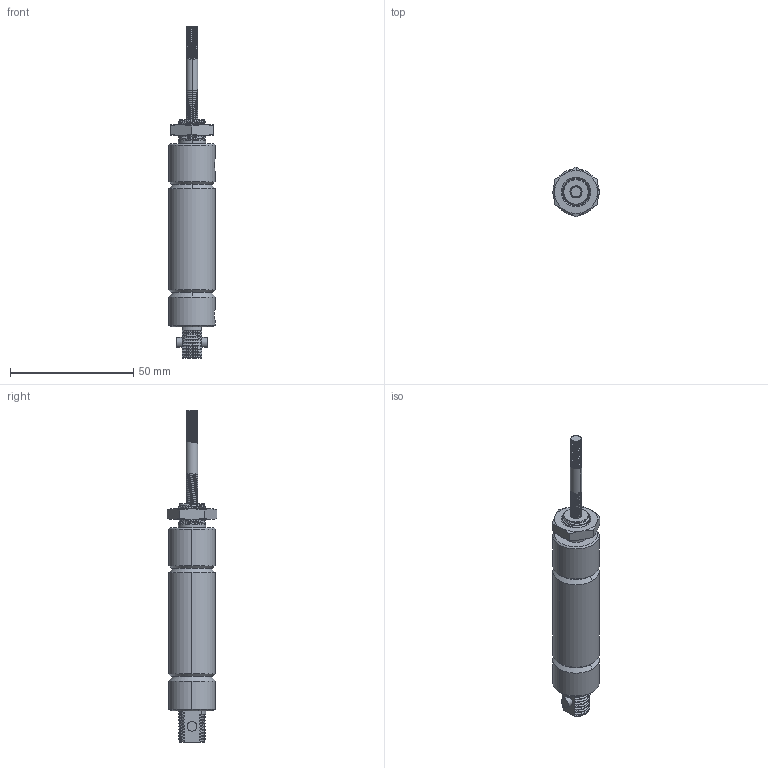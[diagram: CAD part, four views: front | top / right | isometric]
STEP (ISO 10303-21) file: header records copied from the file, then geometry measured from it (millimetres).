
FILE_DESCRIPTION (( 'STEP AP203' ), '1' );
FILE_NAME ('6498K602.step', '2011-01-03T13:54:04', ( 'jim' ), ( '' ), 'SwSTEP 2.0', 'SolidWorks 2007', '' );
FILE_SCHEMA (( 'CONFIG_CONTROL_DESIGN' ));
Length unit declared in the file: inch
Products named in the file (1): 6498K602
Bounding box: 18.8 x 20.16 x 134.87 mm (x, y, z)
Volume: 22062.5 mm3; surface area: 12262.8 mm2
Topology: 4 solids, 4 shells, 692 faces, 1560 edges, 888 vertices
Faces by surface type: cone 346, cylinder 316, plane 30
Entity records: 24266 total; most frequent: CARTESIAN_POINT 9369, ORIENTED_EDGE 3120, DIRECTION 3048, EDGE_CURVE 1560, AXIS2_PLACEMENT_3D 1209, VERTEX_POINT 888, EDGE_LOOP 708, ADVANCED_FACE 692
